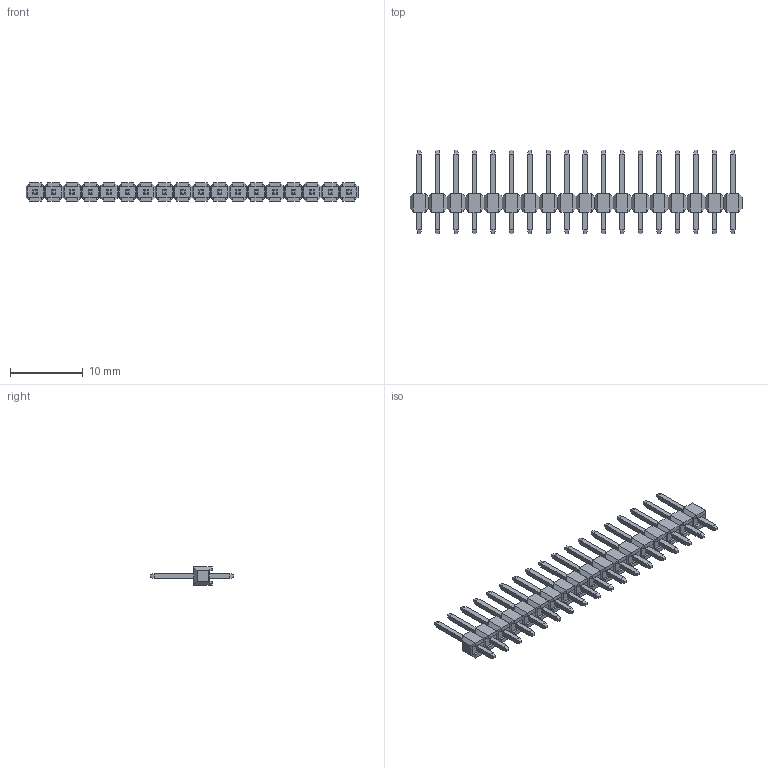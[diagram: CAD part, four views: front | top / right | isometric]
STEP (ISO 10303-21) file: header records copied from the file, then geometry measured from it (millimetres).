
FILE_DESCRIPTION (( 'STEP AP214' ), '1' );
FILE_NAME ('HEADER 1X18.STEP', '2013-11-27T09:41:41', ( '' ), ( '' ), 'SwSTEP 2.0', 'SolidWorks 2012', '' );
FILE_SCHEMA (( 'AUTOMOTIVE_DESIGN' ));
Length unit declared in the file: millimetre
Products named in the file (1): HEADER 1X18
Bounding box: 45.72 x 11.54 x 2.5 mm (x, y, z)
Volume: 307.9 mm3; surface area: 916.5 mm2
Topology: 1 solids, 1 shells, 614 faces, 1372 edges, 796 vertices
Faces by surface type: plane 614
Entity records: 22965 total; most frequent: CARTESIAN_POINT 2783, ORIENTED_EDGE 2744, DIRECTION 2602, LINE 1372, VECTOR 1372, EDGE_CURVE 1372, VERTEX_POINT 796, EDGE_LOOP 650
